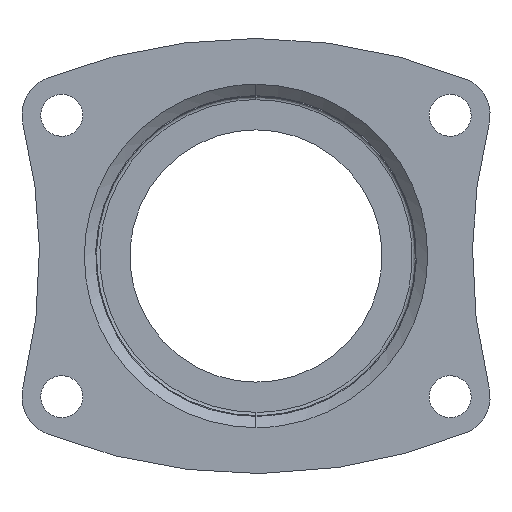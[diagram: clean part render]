
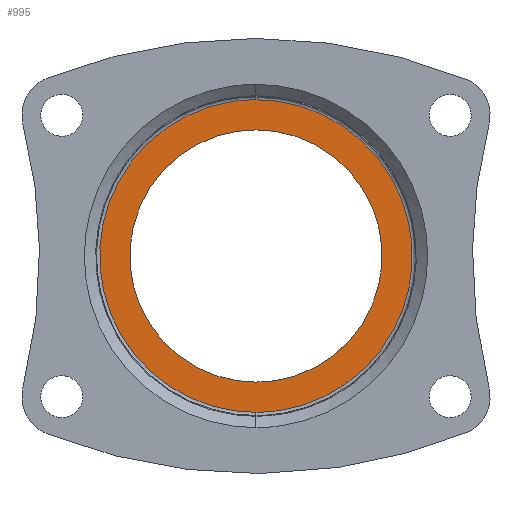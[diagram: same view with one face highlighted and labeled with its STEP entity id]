
A CAD part, front view. The second image highlights one B-rep face of the part: STEP entity #995.
In plain terms, the highlighted free-form (B-spline) face has degree [1, 1] with [2, 2] control points.
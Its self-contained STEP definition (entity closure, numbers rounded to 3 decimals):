
#871 = VERTEX_POINT('',#872);
#872 = CARTESIAN_POINT('',(0.,-12.16,27.844));
#890 = VERTEX_POINT('',#891);
#891 = CARTESIAN_POINT('',(0.,-12.16,
    -27.844));
#896 = EDGE_CURVE('',#890,#871,#897,.T.);
#897 = ( BOUNDED_CURVE() B_SPLINE_CURVE(2,(#898,#899,#900,#901,#902),
.UNSPECIFIED.,.F.,.F.) B_SPLINE_CURVE_WITH_KNOTS((3,2,3),(3.142,
4.712,6.283),.PIECEWISE_BEZIER_KNOTS.) CURVE() 
GEOMETRIC_REPRESENTATION_ITEM() RATIONAL_B_SPLINE_CURVE((1.,
0.707,1.,0.707,1.)) REPRESENTATION_ITEM('') );
#898 = CARTESIAN_POINT('',(0.,-12.16,
    -27.844));
#899 = CARTESIAN_POINT('',(-27.844,-12.16,
    -27.844));
#900 = CARTESIAN_POINT('',(-27.844,-12.16,
    0.));
#901 = CARTESIAN_POINT('',(-27.844,-12.16,
    27.844));
#902 = CARTESIAN_POINT('',(0.,-12.16,
    27.844));
#919 = VERTEX_POINT('',#920);
#920 = CARTESIAN_POINT('',(0.,-12.16,34.497));
#926 = EDGE_CURVE('',#927,#919,#929,.T.);
#927 = VERTEX_POINT('',#928);
#928 = CARTESIAN_POINT('',(0.,-12.16,
    -34.497));
#929 = ( BOUNDED_CURVE() B_SPLINE_CURVE(2,(#930,#931,#932,#933,#934),
.UNSPECIFIED.,.F.,.F.) B_SPLINE_CURVE_WITH_KNOTS((3,2,3),(3.142,
4.712,6.283),.PIECEWISE_BEZIER_KNOTS.) CURVE() 
GEOMETRIC_REPRESENTATION_ITEM() RATIONAL_B_SPLINE_CURVE((1.,
0.707,1.,0.707,1.)) REPRESENTATION_ITEM('') );
#930 = CARTESIAN_POINT('',(0.,-12.16,
    -34.497));
#931 = CARTESIAN_POINT('',(-34.497,-12.16,
    -34.497));
#932 = CARTESIAN_POINT('',(-34.497,-12.16,
    0.));
#933 = CARTESIAN_POINT('',(-34.497,-12.16,
    34.497));
#934 = CARTESIAN_POINT('',(0.,-12.16,
    34.497));
#962 = EDGE_CURVE('',#919,#927,#963,.T.);
#963 = ( BOUNDED_CURVE() B_SPLINE_CURVE(2,(#964,#965,#966,#967,#968),
.UNSPECIFIED.,.F.,.F.) B_SPLINE_CURVE_WITH_KNOTS((3,2,3),(0.,
1.571,3.142),.PIECEWISE_BEZIER_KNOTS.) CURVE() 
GEOMETRIC_REPRESENTATION_ITEM() RATIONAL_B_SPLINE_CURVE((1.,
0.707,1.,0.707,1.)) REPRESENTATION_ITEM('') );
#964 = CARTESIAN_POINT('',(0.,-12.16,34.497));
#965 = CARTESIAN_POINT('',(34.497,-12.16,
    34.497));
#966 = CARTESIAN_POINT('',(34.497,-12.16,
    0.));
#967 = CARTESIAN_POINT('',(34.497,-12.16,
    -34.497));
#968 = CARTESIAN_POINT('',(0.,-12.16,
    -34.497));
#995 = ADVANCED_FACE('',(#996,#1007),#1011,.T.);
#996 = FACE_BOUND('',#997,.T.);
#997 = EDGE_LOOP('',(#998,#1006));
#998 = ORIENTED_EDGE('',*,*,#999,.T.);
#999 = EDGE_CURVE('',#871,#890,#1000,.T.);
#1000 = ( BOUNDED_CURVE() B_SPLINE_CURVE(2,(#1001,#1002,#1003,#1004,
#1005),.UNSPECIFIED.,.F.,.F.) B_SPLINE_CURVE_WITH_KNOTS((3,2,3),(0.,
1.571,3.142),.PIECEWISE_BEZIER_KNOTS.) CURVE() 
GEOMETRIC_REPRESENTATION_ITEM() RATIONAL_B_SPLINE_CURVE((1.,
0.707,1.,0.707,1.)) REPRESENTATION_ITEM('') );
#1001 = CARTESIAN_POINT('',(0.,-12.16,27.844));
#1002 = CARTESIAN_POINT('',(27.844,-12.16,
    27.844));
#1003 = CARTESIAN_POINT('',(27.844,-12.16,
    0.));
#1004 = CARTESIAN_POINT('',(27.844,-12.16,
    -27.844));
#1005 = CARTESIAN_POINT('',(0.,-12.16,
    -27.844));
#1006 = ORIENTED_EDGE('',*,*,#896,.T.);
#1007 = FACE_BOUND('',#1008,.T.);
#1008 = EDGE_LOOP('',(#1009,#1010));
#1009 = ORIENTED_EDGE('',*,*,#962,.F.);
#1010 = ORIENTED_EDGE('',*,*,#926,.F.);
#1011 = B_SPLINE_SURFACE_WITH_KNOTS('',1,1,(
    (#1012,#1013)
    ,(#1014,#1015
  )),.UNSPECIFIED.,.F.,.F.,.F.,(2,2),(2,2),(-39.15,39.15),(0.,78.3),
  .PIECEWISE_BEZIER_KNOTS.);
#1012 = CARTESIAN_POINT('',(-34.497,-12.16,
    34.497));
#1013 = CARTESIAN_POINT('',(34.497,-12.16,
    34.497));
#1014 = CARTESIAN_POINT('',(-34.497,-12.16,
    -34.497));
#1015 = CARTESIAN_POINT('',(34.497,-12.16,
    -34.497));
